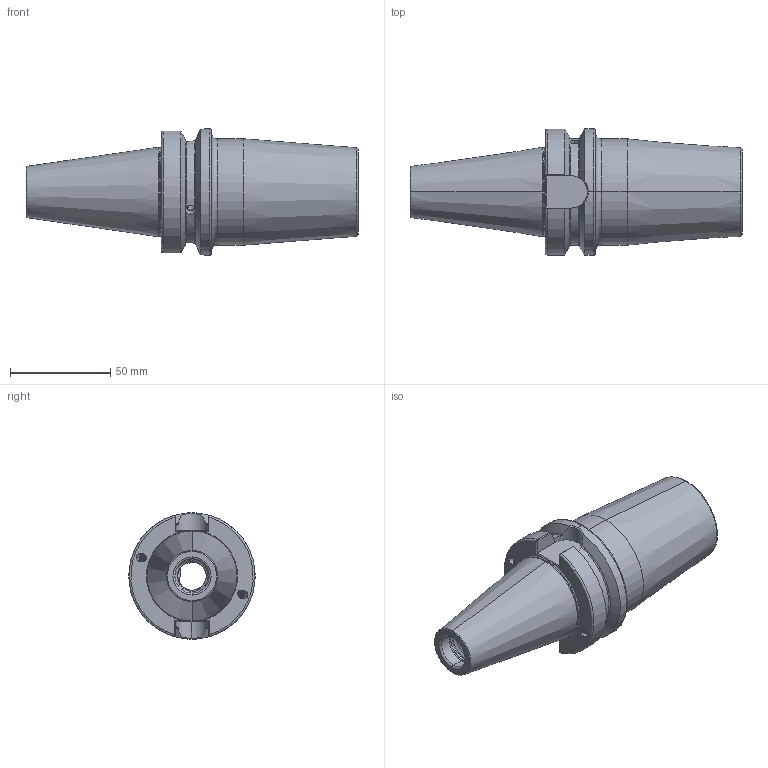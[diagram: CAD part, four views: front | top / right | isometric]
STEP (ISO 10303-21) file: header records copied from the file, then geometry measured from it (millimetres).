
FILE_DESCRIPTION (( 'STEP AP203' ), '1' );
FILE_NAME ('406.70.32.STEP', '2016-11-22T07:46:41', ( '' ), ( '' ), 'SwSTEP 2.0', 'SolidWorks 2012', '' );
FILE_SCHEMA (( 'CONFIG_CONTROL_DESIGN' ));
Length unit declared in the file: millimetre
Products named in the file (1): 406.70.32
Bounding box: 165.4 x 63 x 63 mm (x, y, z)
Volume: 206479.6 mm3; surface area: 42074.3 mm2
Topology: 1 solids, 1 shells, 234 faces, 625 edges, 395 vertices
Faces by surface type: cylinder 132, plane 37, torus 30, cone 19, bspline 16
Entity records: 17422 total; most frequent: CARTESIAN_POINT 12237, ORIENTED_EDGE 1250, DIRECTION 903, EDGE_CURVE 625, VERTEX_POINT 395, AXIS2_PLACEMENT_3D 354, EDGE_LOOP 246, ADVANCED_FACE 234
